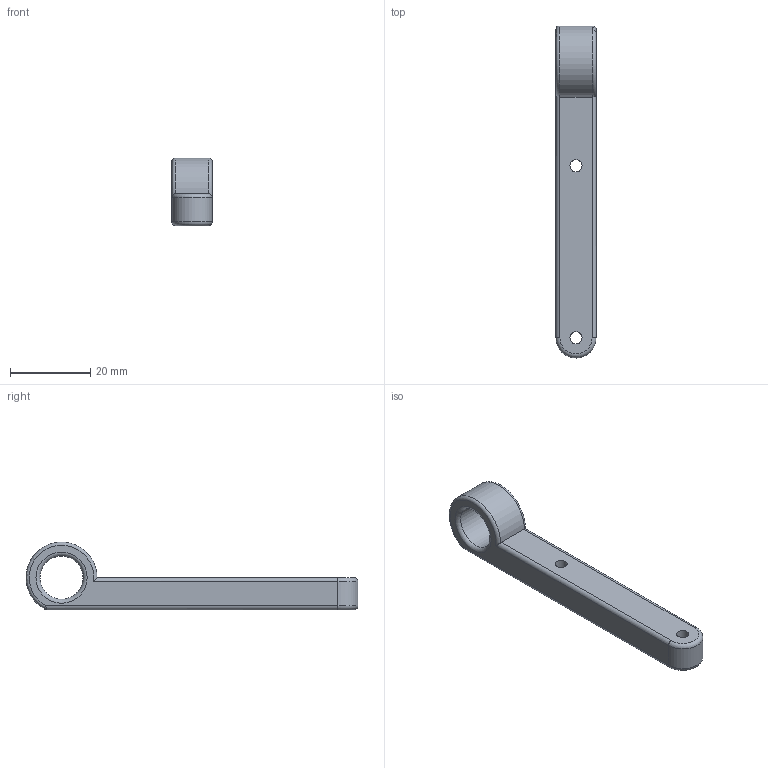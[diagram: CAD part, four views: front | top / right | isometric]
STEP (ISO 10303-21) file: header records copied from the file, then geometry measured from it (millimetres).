
FILE_DESCRIPTION(/* description */ (''),/* implementation_level */ '2;1');
FILE_NAME(/* name */ 'Parallel carabiner Mount v1.step',/* time_stamp */ '2020-09-01T10:17:40-07:00',/* author */ (''),/* organization */ (''),/* preprocessor_version */ 'ST-DEVELOPER v18.1',/* originating_system */ 'Autodesk Translation Framework v9.3.0.1241',/* authorisation */ '');
FILE_SCHEMA (('AUTOMOTIVE_DESIGN { 1 0 10303 214 3 1 1 }'));
Length unit declared in the file: millimetre
Products named in the file (1): Parallel carabiner Mount
Bounding box: 10 x 82.65 x 16.83 mm (x, y, z)
Volume: 6412.9 mm3; surface area: 3529.7 mm2
Topology: 1 solids, 1 shells, 38 faces, 93 edges, 57 vertices
Faces by surface type: plane 18, cylinder 10, torus 6, bspline 4
Full cylindrical faces by diameter (mm): 3 x2, 10.742 x1
Entity records: 1265 total; most frequent: CARTESIAN_POINT 337, DIRECTION 184, ORIENTED_EDGE 182, EDGE_CURVE 91, AXIS2_PLACEMENT_3D 66, VERTEX_POINT 57, LINE 52, VECTOR 52
